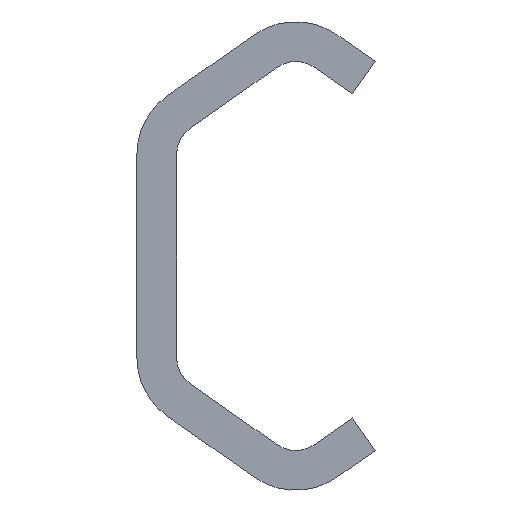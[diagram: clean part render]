
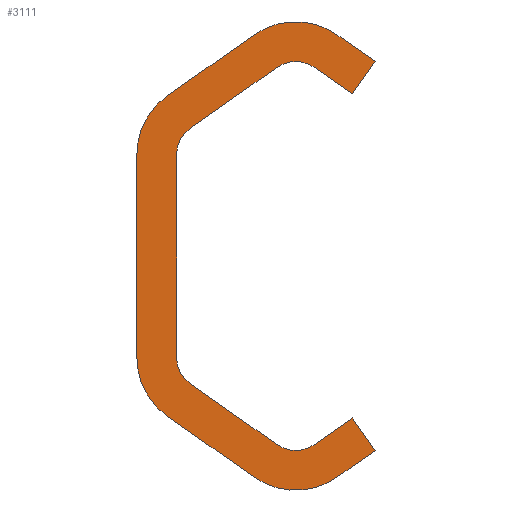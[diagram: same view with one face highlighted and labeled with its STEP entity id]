
A CAD part, left-side view. The second image highlights one B-rep face of the part: STEP entity #3111.
In plain terms, the highlighted planar face has unit normal (-1, 0, 0).
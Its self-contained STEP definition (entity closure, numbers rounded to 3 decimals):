
#2259=CARTESIAN_POINT('',(0.0,-5.0,12.246));
#2260=VERTEX_POINT('',#2259);
#2267=CARTESIAN_POINT('',(0.0,-3.567,10.2));
#2268=VERTEX_POINT('',#2267);
#2269=CARTESIAN_POINT('',(0.0,-5.0,12.246));
#2270=DIRECTION('',(0.0,0.574,-0.819));
#2271=VECTOR('',#2270,2.498);
#2272=LINE('',#2269,#2271);
#2273=EDGE_CURVE('',#2260,#2268,#2272,.T.);
#2297=CARTESIAN_POINT('',(0.0,-2.599,13.93));
#2298=VERTEX_POINT('',#2297);
#2305=CARTESIAN_POINT('',(0.0,-2.599,13.93));
#2306=DIRECTION('',(0.0,-0.819,-0.574));
#2307=VECTOR('',#2306,2.932);
#2308=LINE('',#2305,#2307);
#2309=EDGE_CURVE('',#2298,#2260,#2308,.T.);
#2329=CARTESIAN_POINT('',(0.0,2.596,13.932));
#2330=VERTEX_POINT('',#2329);
#2337=CARTESIAN_POINT('',(0.0,0.,10.222));
#2338=DIRECTION('',(1.0,0.0,0.0));
#2339=DIRECTION('',(0.0,0.573,0.819));
#2340=AXIS2_PLACEMENT_3D('',#2337,#2338,#2339);
#2341=CIRCLE('',#2340,4.528);
#2342=EDGE_CURVE('',#2330,#2298,#2341,.T.);
#2361=CARTESIAN_POINT('',(0.0,8.068,10.102));
#2362=VERTEX_POINT('',#2361);
#2369=CARTESIAN_POINT('',(0.0,8.068,10.102));
#2370=DIRECTION('',(0.0,-0.819,0.573));
#2371=VECTOR('',#2370,6.679);
#2372=LINE('',#2369,#2371);
#2373=EDGE_CURVE('',#2362,#2330,#2372,.T.);
#2393=CARTESIAN_POINT('',(0.0,10.0,6.392));
#2394=VERTEX_POINT('',#2393);
#2401=CARTESIAN_POINT('',(0.0,5.472,6.392));
#2402=DIRECTION('',(1.0,0.0,0.0));
#2403=DIRECTION('',(0.0,1.0,0.0));
#2404=AXIS2_PLACEMENT_3D('',#2401,#2402,#2403);
#2405=CIRCLE('',#2404,4.528);
#2406=EDGE_CURVE('',#2394,#2362,#2405,.T.);
#2425=CARTESIAN_POINT('',(0.0,10.0,-6.393));
#2426=VERTEX_POINT('',#2425);
#2433=CARTESIAN_POINT('',(0.0,10.0,-6.393));
#2434=DIRECTION('',(0.0,0.0,1.0));
#2435=VECTOR('',#2434,12.785);
#2436=LINE('',#2433,#2435);
#2437=EDGE_CURVE('',#2426,#2394,#2436,.T.);
#2559=CARTESIAN_POINT('',(0.0,8.069,-10.102));
#2560=VERTEX_POINT('',#2559);
#2567=CARTESIAN_POINT('',(0.0,5.472,-6.393));
#2568=DIRECTION('',(1.0,0.0,0.0));
#2569=DIRECTION('',(0.0,0.574,-0.819));
#2570=AXIS2_PLACEMENT_3D('',#2567,#2568,#2569);
#2571=CIRCLE('',#2570,4.528);
#2572=EDGE_CURVE('',#2560,#2426,#2571,.T.);
#2591=CARTESIAN_POINT('',(0.0,2.599,-13.932));
#2592=VERTEX_POINT('',#2591);
#2599=CARTESIAN_POINT('',(0.0,2.599,-13.932));
#2600=DIRECTION('',(0.0,0.819,0.574));
#2601=VECTOR('',#2600,6.678);
#2602=LINE('',#2599,#2601);
#2603=EDGE_CURVE('',#2592,#2560,#2602,.T.);
#2623=CARTESIAN_POINT('',(0.0,-2.598,-13.931));
#2624=VERTEX_POINT('',#2623);
#2631=CARTESIAN_POINT('',(0.0,0.002,-10.223));
#2632=DIRECTION('',(1.0,0.0,0.0));
#2633=DIRECTION('',(0.0,-0.574,-0.819));
#2634=AXIS2_PLACEMENT_3D('',#2631,#2632,#2633);
#2635=CIRCLE('',#2634,4.528);
#2636=EDGE_CURVE('',#2624,#2592,#2635,.T.);
#2655=CARTESIAN_POINT('',(0.0,-5.0,-12.246));
#2656=VERTEX_POINT('',#2655);
#2663=CARTESIAN_POINT('',(0.0,-5.0,-12.246));
#2664=DIRECTION('',(0.0,0.819,-0.574));
#2665=VECTOR('',#2664,2.934);
#2666=LINE('',#2663,#2665);
#2667=EDGE_CURVE('',#2656,#2624,#2666,.T.);
#2686=CARTESIAN_POINT('',(0.0,-3.567,-10.2));
#2687=VERTEX_POINT('',#2686);
#2694=CARTESIAN_POINT('',(0.0,-3.567,-10.2));
#2695=DIRECTION('',(0.0,-0.574,-0.819));
#2696=VECTOR('',#2695,2.498);
#2697=LINE('',#2694,#2696);
#2698=EDGE_CURVE('',#2687,#2656,#2697,.T.);
#2717=CARTESIAN_POINT('',(0.0,-1.163,-11.883));
#2718=VERTEX_POINT('',#2717);
#2725=CARTESIAN_POINT('',(0.0,-1.163,-11.883));
#2726=DIRECTION('',(0.0,-0.819,0.574));
#2727=VECTOR('',#2726,2.935);
#2728=LINE('',#2725,#2727);
#2729=EDGE_CURVE('',#2718,#2687,#2728,.T.);
#2749=CARTESIAN_POINT('',(0.0,1.163,-11.883));
#2750=VERTEX_POINT('',#2749);
#2757=CARTESIAN_POINT('',(0.0,0.,-10.222));
#2758=DIRECTION('',(-1.0,0.0,0.0));
#2759=DIRECTION('',(0.0,0.574,0.819));
#2760=AXIS2_PLACEMENT_3D('',#2757,#2758,#2759);
#2761=CIRCLE('',#2760,2.028);
#2762=EDGE_CURVE('',#2750,#2718,#2761,.T.);
#2781=CARTESIAN_POINT('',(0.0,6.635,-8.052));
#2782=VERTEX_POINT('',#2781);
#2789=CARTESIAN_POINT('',(0.0,6.635,-8.052));
#2790=DIRECTION('',(0.0,-0.819,-0.574));
#2791=VECTOR('',#2790,6.68);
#2792=LINE('',#2789,#2791);
#2793=EDGE_CURVE('',#2782,#2750,#2792,.T.);
#2813=CARTESIAN_POINT('',(0.0,7.5,-6.39));
#2814=VERTEX_POINT('',#2813);
#2821=CARTESIAN_POINT('',(0.0,5.472,-6.39));
#2822=DIRECTION('',(-1.0,0.0,0.0));
#2823=DIRECTION('',(0.0,-0.574,0.819));
#2824=AXIS2_PLACEMENT_3D('',#2821,#2822,#2823);
#2825=CIRCLE('',#2824,2.028);
#2826=EDGE_CURVE('',#2814,#2782,#2825,.T.);
#2845=CARTESIAN_POINT('',(0.0,7.5,6.39));
#2846=VERTEX_POINT('',#2845);
#2853=CARTESIAN_POINT('',(0.0,7.5,6.39));
#2854=DIRECTION('',(0.0,0.0,-1.0));
#2855=VECTOR('',#2854,12.781);
#2856=LINE('',#2853,#2855);
#2857=EDGE_CURVE('',#2846,#2814,#2856,.T.);
#2979=CARTESIAN_POINT('',(0.0,6.635,8.052));
#2980=VERTEX_POINT('',#2979);
#2987=CARTESIAN_POINT('',(0.0,5.472,6.39));
#2988=DIRECTION('',(-1.0,0.0,0.0));
#2989=DIRECTION('',(0.0,-1.0,0.0));
#2990=AXIS2_PLACEMENT_3D('',#2987,#2988,#2989);
#2991=CIRCLE('',#2990,2.028);
#2992=EDGE_CURVE('',#2980,#2846,#2991,.T.);
#3011=CARTESIAN_POINT('',(0.0,1.163,11.883));
#3012=VERTEX_POINT('',#3011);
#3019=CARTESIAN_POINT('',(0.0,1.163,11.883));
#3020=DIRECTION('',(0.0,0.819,-0.574));
#3021=VECTOR('',#3020,6.68);
#3022=LINE('',#3019,#3021);
#3023=EDGE_CURVE('',#3012,#2980,#3022,.T.);
#3043=CARTESIAN_POINT('',(0.0,-1.163,11.883));
#3044=VERTEX_POINT('',#3043);
#3051=CARTESIAN_POINT('',(0.0,0.,10.222));
#3052=DIRECTION('',(-1.0,0.0,0.0));
#3053=DIRECTION('',(0.0,-0.574,-0.819));
#3054=AXIS2_PLACEMENT_3D('',#3051,#3052,#3053);
#3055=CIRCLE('',#3054,2.028);
#3056=EDGE_CURVE('',#3044,#3012,#3055,.T.);
#3074=CARTESIAN_POINT('',(0.0,-3.567,10.2));
#3075=DIRECTION('',(0.0,0.819,0.574));
#3076=VECTOR('',#3075,2.935);
#3077=LINE('',#3074,#3076);
#3078=EDGE_CURVE('',#2268,#3044,#3077,.T.);
#3084=CARTESIAN_POINT('',(0.0,4.08,0.));
#3085=DIRECTION('',(1.0,0.0,0.0));
#3086=DIRECTION('',(0.0,0.0,-1.0));
#3087=AXIS2_PLACEMENT_3D('',#3084,#3085,#3086);
#3088=PLANE('',#3087);
#3089=ORIENTED_EDGE('',*,*,#3078,.F.);
#3090=ORIENTED_EDGE('',*,*,#2273,.F.);
#3091=ORIENTED_EDGE('',*,*,#2309,.F.);
#3092=ORIENTED_EDGE('',*,*,#2342,.F.);
#3093=ORIENTED_EDGE('',*,*,#2373,.F.);
#3094=ORIENTED_EDGE('',*,*,#2406,.F.);
#3095=ORIENTED_EDGE('',*,*,#2437,.F.);
#3096=ORIENTED_EDGE('',*,*,#2572,.F.);
#3097=ORIENTED_EDGE('',*,*,#2603,.F.);
#3098=ORIENTED_EDGE('',*,*,#2636,.F.);
#3099=ORIENTED_EDGE('',*,*,#2667,.F.);
#3100=ORIENTED_EDGE('',*,*,#2698,.F.);
#3101=ORIENTED_EDGE('',*,*,#2729,.F.);
#3102=ORIENTED_EDGE('',*,*,#2762,.F.);
#3103=ORIENTED_EDGE('',*,*,#2793,.F.);
#3104=ORIENTED_EDGE('',*,*,#2826,.F.);
#3105=ORIENTED_EDGE('',*,*,#2857,.F.);
#3106=ORIENTED_EDGE('',*,*,#2992,.F.);
#3107=ORIENTED_EDGE('',*,*,#3023,.F.);
#3108=ORIENTED_EDGE('',*,*,#3056,.F.);
#3109=EDGE_LOOP('',(#3089,#3090,#3091,#3092,#3093,#3094,#3095,#3096,#3097,#3098,#3099,#3100,#3101,#3102,#3103,#3104,#3105,#3106,#3107,#3108));
#3110=FACE_OUTER_BOUND('',#3109,.T.);
#3111=ADVANCED_FACE('',(#3110),#3088,.F.);
